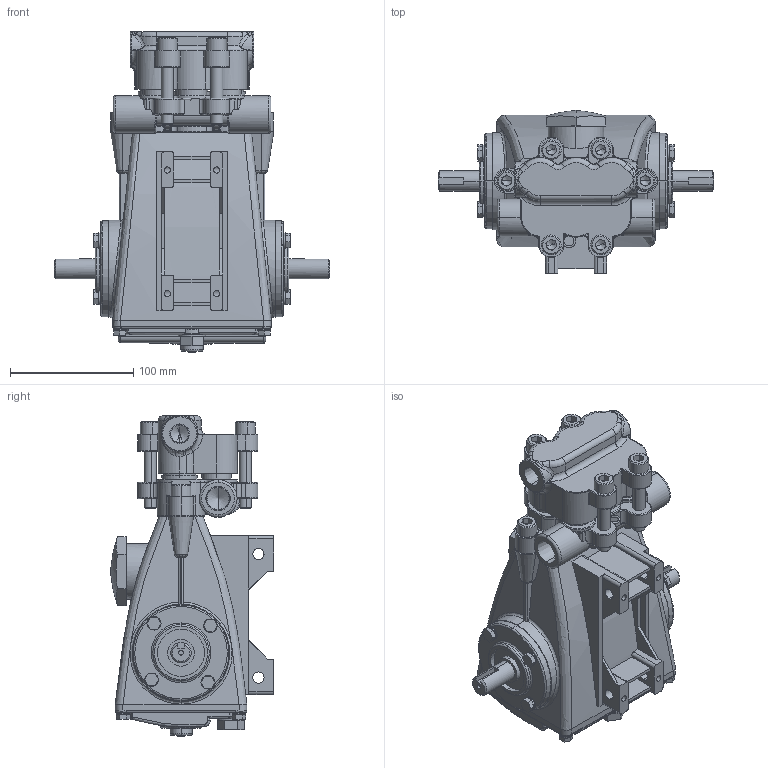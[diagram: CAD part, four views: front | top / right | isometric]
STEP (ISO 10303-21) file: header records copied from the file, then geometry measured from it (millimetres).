
FILE_DESCRIPTION (( 'STEP AP214' ), '1' );
FILE_NAME ('241.STEP', '2007-05-03T16:59:32', ( ' ' ), ( ' ' ), 'SwSTEP 2.0', 'SolidWorks 2007', '' );
FILE_SCHEMA (( 'AUTOMOTIVE_DESIGN' ));
Length unit declared in the file: inch
Products named in the file (6): 3frame_drive_end; socket head cap screw_am_B18.3.1M - 10 x 1.5 x 35 Hex SHCS -- 35NHX; socket head cap screw_am_B18.3.1M - 10 x 1.5 x 60 Hex SHCS -- 60NHX; 46427; 46425; 241
Assembly tree (9 placements, depth 2):
  241
    socket head cap screw_am_B18.3.1M - 10 x 1.5 x 60 Hex SHCS -- 60NHX  x4
    socket head cap screw_am_B18.3.1M - 10 x 1.5 x 35 Hex SHCS -- 35NHX  x2
    46425
    46427
    3frame_drive_end
Bounding box: 223.01 x 132.08 x 259.54 mm (x, y, z)
Volume: 2323509.6 mm3; surface area: 212988.8 mm2
Topology: 9 solids, 9 shells, 1360 faces, 3249 edges, 1922 vertices
Faces by surface type: plane 550, cylinder 382, torus 209, bspline 130, cone 79, sphere 10
Entity records: 48397 total; most frequent: CARTESIAN_POINT 14327, DIRECTION 6280, ORIENTED_EDGE 5954, EDGE_CURVE 2977, AXIS2_PLACEMENT_3D 2531, VERTEX_POINT 1786, CIRCLE 1398, EDGE_LOOP 1339
